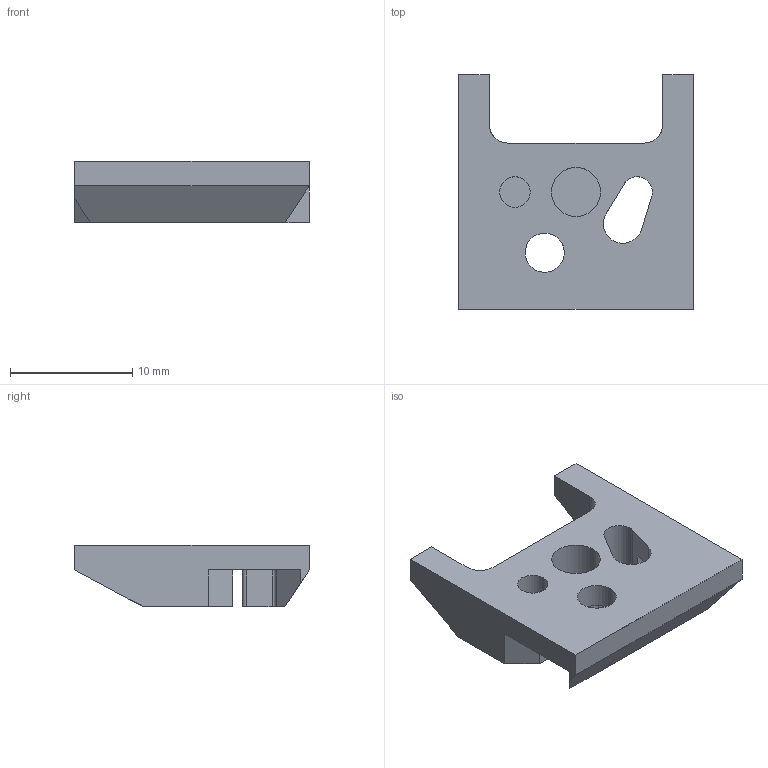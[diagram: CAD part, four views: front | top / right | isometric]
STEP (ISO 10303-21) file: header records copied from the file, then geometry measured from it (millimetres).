
FILE_DESCRIPTION (( 'STEP AP203' ), '1' );
FILE_NAME ('diyk_hot_swap_plate_v2.STEP', '2023-02-20T16:20:35', ( '' ), ( '' ), 'SwSTEP 2.0', 'SolidWorks 2020', '' );
FILE_SCHEMA (( 'CONFIG_CONTROL_DESIGN' ));
Length unit declared in the file: millimetre
Products named in the file (1): diyk_hot_swap_plate_v2
Bounding box: 19.2 x 19.2 x 5 mm (x, y, z)
Volume: 943.6 mm3; surface area: 1114.9 mm2
Topology: 1 solids, 1 shells, 49 faces, 134 edges, 88 vertices
Faces by surface type: plane 32, cylinder 17
Entity records: 1633 total; most frequent: CARTESIAN_POINT 278, ORIENTED_EDGE 268, DIRECTION 264, EDGE_CURVE 134, LINE 100, VECTOR 100, VERTEX_POINT 88, AXIS2_PLACEMENT_3D 82
